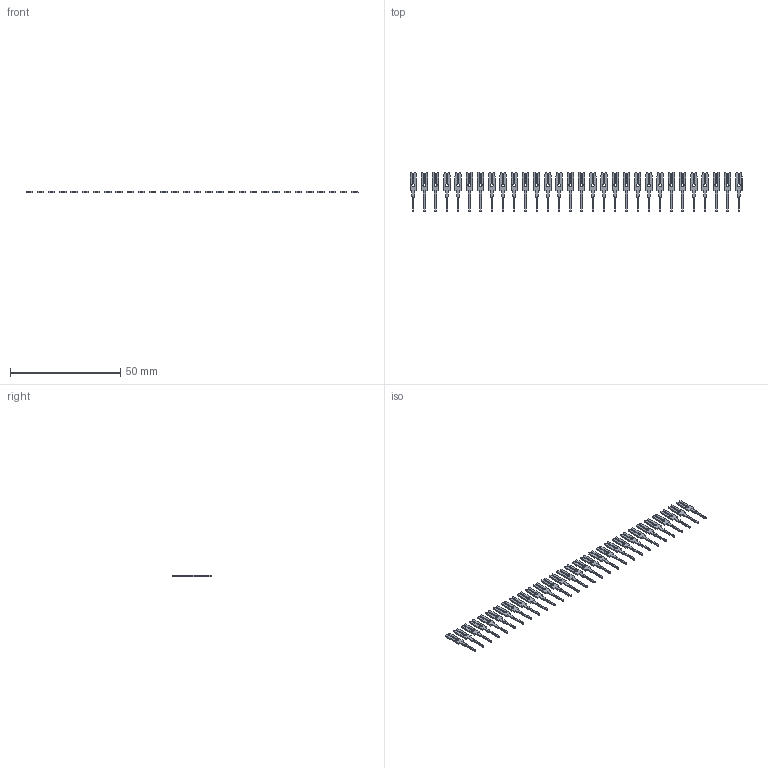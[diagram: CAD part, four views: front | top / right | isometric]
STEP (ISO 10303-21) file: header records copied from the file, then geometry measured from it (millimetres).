
FILE_DESCRIPTION (( 'STEP AP203' ), '1' );
FILE_NAME ('103-030-251-200.STEP', '2020-04-09T20:51:57', ( '' ), ( '' ), 'SwSTEP 2.0', 'SolidWorks 2016', '' );
FILE_SCHEMA (( 'CONFIG_CONTROL_DESIGN' ));
Length unit declared in the file: inch
Products named in the file (2): 103-030-251-200; 100-290-001_100-290-251
Assembly tree (30 placements, depth 2):
  103-030-251-200
    100-290-001_100-290-251  x30
Bounding box: 150.24 x 17.91 x 0.66 mm (x, y, z)
Volume: 548.5 mm3; surface area: 2696 mm2
Topology: 30 solids, 30 shells, 840 faces, 2340 edges, 1560 vertices
Faces by surface type: plane 660, cylinder 180
Entity records: 2022 total; most frequent: DIRECTION 208, CARTESIAN_POINT 203, ORIENTED_EDGE 156, EDGE_CURVE 78, AXIS2_PLACEMENT_3D 73, COORDINATED_UNIVERSAL_TIME_OFFSET 70, CALENDAR_DATE 70, DATE_AND_TIME 70
